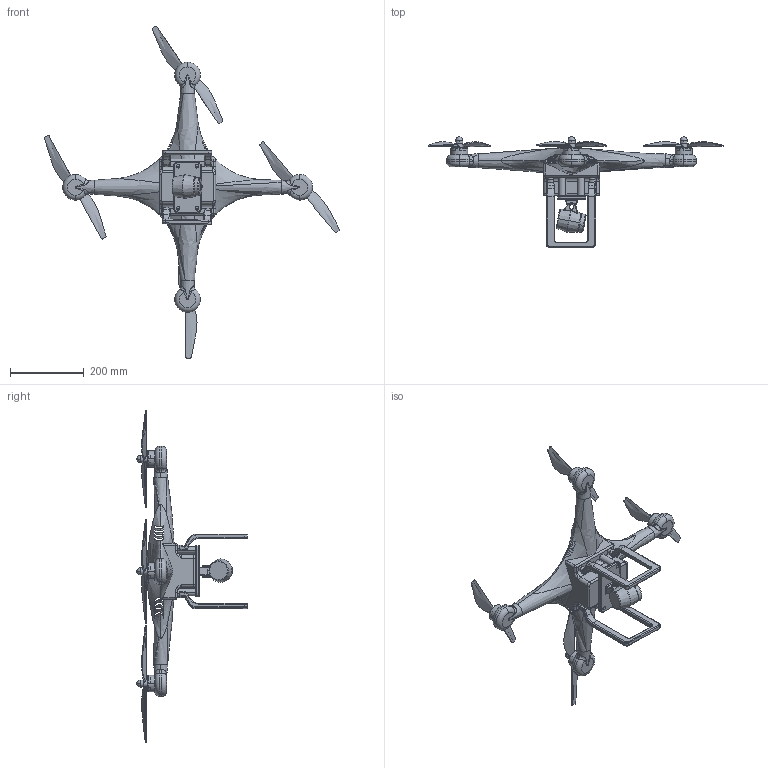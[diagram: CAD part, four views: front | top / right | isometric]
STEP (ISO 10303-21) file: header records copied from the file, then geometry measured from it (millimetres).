
FILE_DESCRIPTION (( 'STEP AP214' ), '1' );
FILE_NAME ('drone step file.STEP', '2024-04-01T09:48:37', ( '' ), ( '' ), 'SwSTEP 2.0', 'SolidWorks 2022', '' );
FILE_SCHEMA (( 'AUTOMOTIVE_DESIGN' ));
Length unit declared in the file: millimetre
Products named in the file (12): Part5; Part6; Part1; Part9; Part3; Part8; Part12; drone step file; Part4; Part7; Part2; Part10
Assembly tree (24 placements, depth 2):
  drone step file
    Part1
    Part10  x4
    Part4  x4
    Part9  x4
    Part12  x2
    Part8  x4
    Part2
    Part3
    Part5
    Part7
    Part6
Bounding box: 802.32 x 299.89 x 902.2 mm (x, y, z)
Volume: 5470244.9 mm3; surface area: 611555.1 mm2
Topology: 24 solids, 24 shells, 852 faces, 2136 edges, 1337 vertices
Faces by surface type: cylinder 319, plane 241, bspline 172, torus 93, cone 15, sphere 12
Entity records: 31800 total; most frequent: CARTESIAN_POINT 17825, ORIENTED_EDGE 2682, DIRECTION 2240, EDGE_CURVE 1341, AXIS2_PLACEMENT_3D 926, VERTEX_POINT 832, EDGE_LOOP 565, ADVANCED_FACE 529
